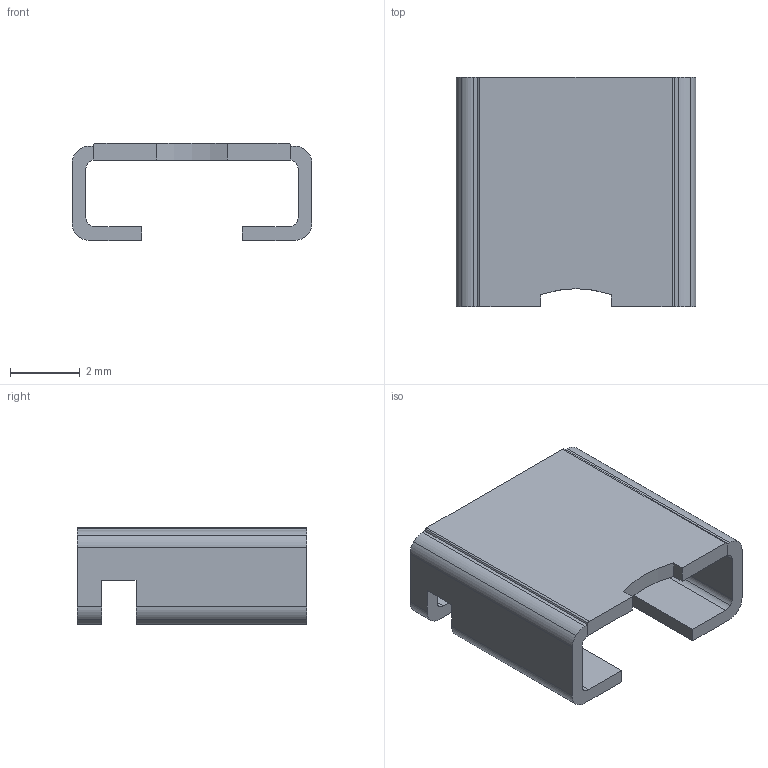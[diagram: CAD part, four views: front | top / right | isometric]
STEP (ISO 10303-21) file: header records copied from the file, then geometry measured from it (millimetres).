
FILE_DESCRIPTION (( 'STEP AP214' ), '1' );
FILE_NAME ('WSL2726 (0.003, 0.004, 0.005).step', '2018-07-12T19:42:54', ( '' ), ( '' ), 'SwSTEP 2.0', 'SolidWorks 2018', '' );
FILE_SCHEMA (( 'AUTOMOTIVE_DESIGN' ));
Length unit declared in the file: millimetre
Products named in the file (1): WSL2726 (0.003, 0.004, 0.005)
Bounding box: 6.9 x 6.6 x 2.79 mm (x, y, z)
Volume: 38 mm3; surface area: 206.7 mm2
Topology: 3 solids, 3 shells, 66 faces, 180 edges, 120 vertices
Faces by surface type: plane 39, cylinder 27
Entity records: 2150 total; most frequent: DIRECTION 368, CARTESIAN_POINT 367, ORIENTED_EDGE 360, EDGE_CURVE 180, VECTOR 126, LINE 126, AXIS2_PLACEMENT_3D 121, VERTEX_POINT 120
